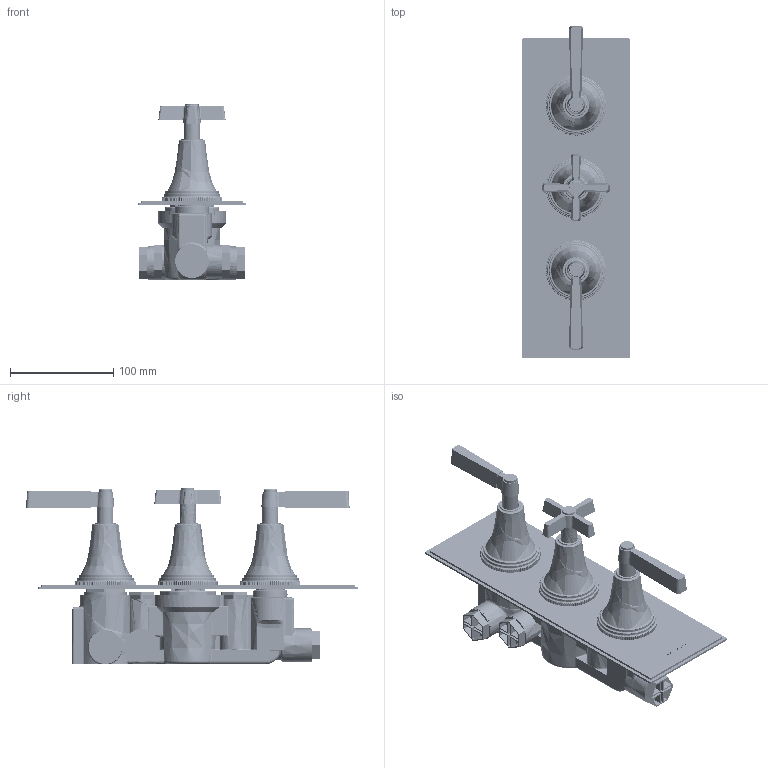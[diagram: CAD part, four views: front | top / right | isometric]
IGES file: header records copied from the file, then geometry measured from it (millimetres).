
Global section: file name: V603-TM; native system: Autodesk Inventor 2018; preprocessor: unknown; author: adaniels; date: 20171021.110411; units: millimetre
Bounding box: 105 x 321.92 x 171.04 mm (x, y, z)
Volume: 787512.5 mm3; surface area: 426617 mm2
Topology: 85 solids, 90 shells, 4725 faces, 12036 edges, 7689 vertices
Faces by surface type: bspline 4725
